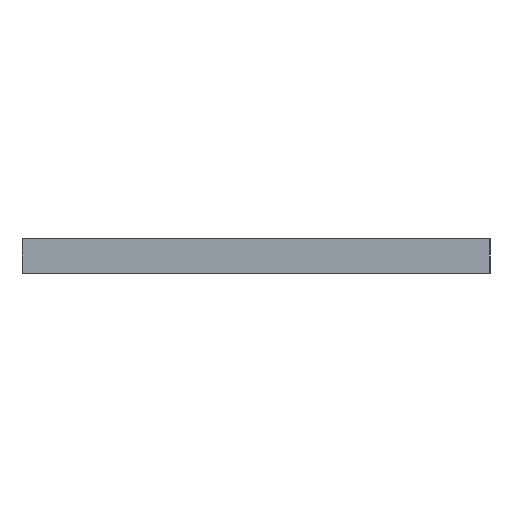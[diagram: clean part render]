
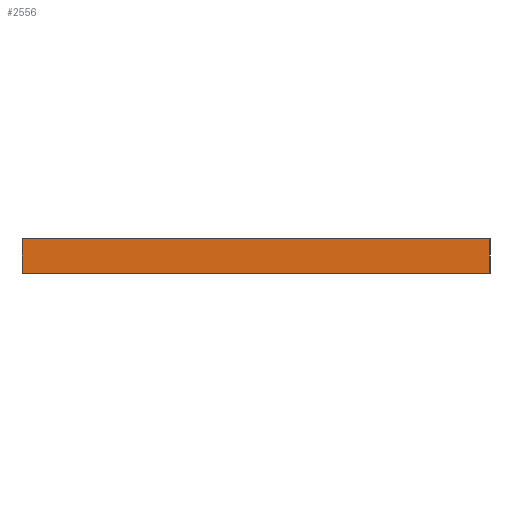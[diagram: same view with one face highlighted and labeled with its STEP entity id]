
A CAD part, left-side view. The second image highlights one B-rep face of the part: STEP entity #2556.
In plain terms, the highlighted planar face has unit normal (-1, 0, 0).
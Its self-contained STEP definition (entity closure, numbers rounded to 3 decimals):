
#32=PLANE('',#2708);
#178=FACE_OUTER_BOUND('',#322,.T.);
#322=EDGE_LOOP('',(#2235,#2236,#2237,#2238));
#710=LINE('',#8433,#850);
#723=LINE('',#11251,#863);
#724=LINE('',#11253,#864);
#725=LINE('',#11254,#865);
#850=VECTOR('',#3084,10.);
#863=VECTOR('',#3113,10.);
#864=VECTOR('',#3114,10.);
#865=VECTOR('',#3115,10.);
#1128=VERTEX_POINT('',#8427);
#1130=VERTEX_POINT('',#8431);
#1143=VERTEX_POINT('',#11250);
#1144=VERTEX_POINT('',#11252);
#1486=EDGE_CURVE('',#1128,#1130,#710,.T.);
#1523=EDGE_CURVE('',#1130,#1143,#723,.T.);
#1524=EDGE_CURVE('',#1143,#1144,#724,.T.);
#1525=EDGE_CURVE('',#1144,#1128,#725,.T.);
#2235=ORIENTED_EDGE('',*,*,#1486,.T.);
#2236=ORIENTED_EDGE('',*,*,#1523,.T.);
#2237=ORIENTED_EDGE('',*,*,#1524,.T.);
#2238=ORIENTED_EDGE('',*,*,#1525,.T.);
#2556=ADVANCED_FACE('',(#178),#32,.T.);
#2708=AXIS2_PLACEMENT_3D('',#11249,#3111,#3112);
#3084=DIRECTION('',(0.,-1.,0.));
#3111=DIRECTION('center_axis',(-1.,0.,0.));
#3112=DIRECTION('ref_axis',(0.,0.,1.));
#3113=DIRECTION('',(0.,0.,1.));
#3114=DIRECTION('',(0.,1.,0.));
#3115=DIRECTION('',(0.,0.,-1.));
#8427=CARTESIAN_POINT('',(8.,-50.,-5.));
#8431=CARTESIAN_POINT('',(8.,-118.,-5.));
#8433=CARTESIAN_POINT('',(8.,-101.,-5.));
#11249=CARTESIAN_POINT('Origin',(8.,-118.,0.));
#11250=CARTESIAN_POINT('',(8.,-118.,0.));
#11251=CARTESIAN_POINT('',(8.,-118.,0.));
#11252=CARTESIAN_POINT('',(8.,-50.,0.));
#11253=CARTESIAN_POINT('',(8.,-50.,0.));
#11254=CARTESIAN_POINT('',(8.,-50.,0.));
